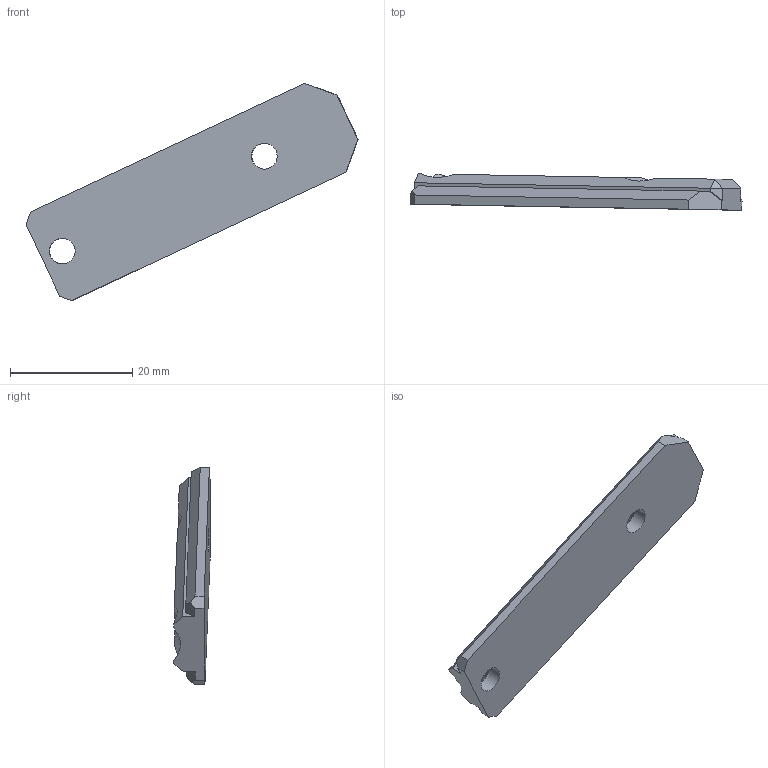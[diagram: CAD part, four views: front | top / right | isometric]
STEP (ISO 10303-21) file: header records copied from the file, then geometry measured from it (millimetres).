
FILE_DESCRIPTION(/* description */ (''),/* implementation_level */ '2;1');
FILE_NAME(/* name */ 'Arm2.step',/* time_stamp */ '2024-09-26T14:35:14+02:00',/* author */ (''),/* organization */ (''),/* preprocessor_version */ 'ST-DEVELOPER v20',/* originating_system */ 'Autodesk Translation Framework v13.14.0.145',/* authorisation */ '');
FILE_SCHEMA (('AUTOMOTIVE_DESIGN { 1 0 10303 214 3 1 1 }'));
Length unit declared in the file: millimetre
Products named in the file (3): Samenstelling; Rotatieschijf; Component12
Assembly tree (2 placements, depth 3):
  Samenstelling
    Rotatieschijf
      Component12
Bounding box: 54.27 x 6.02 x 35.51 mm (x, y, z)
Volume: 3183.7 mm3; surface area: 2225.8 mm2
Topology: 1 solids, 1 shells, 34 faces, 94 edges, 60 vertices
Faces by surface type: plane 30, cone 2, cylinder 2
Full cylindrical faces by diameter (mm): 4.2 x2
Entity records: 1155 total; most frequent: CARTESIAN_POINT 208, ORIENTED_EDGE 188, DIRECTION 178, EDGE_CURVE 94, LINE 76, VECTOR 76, VERTEX_POINT 60, AXIS2_PLACEMENT_3D 51
